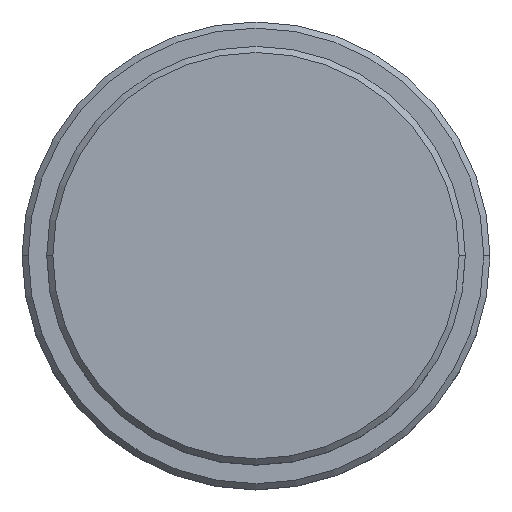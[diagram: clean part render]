
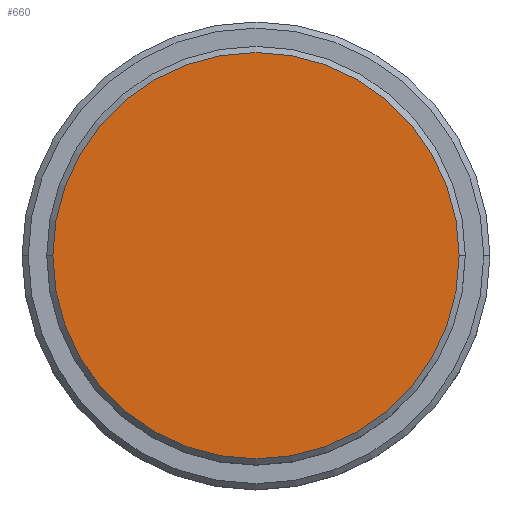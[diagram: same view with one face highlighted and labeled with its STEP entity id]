
A CAD part, top view. The second image highlights one B-rep face of the part: STEP entity #660.
In plain terms, the highlighted planar face has unit normal (0, 0, 1).
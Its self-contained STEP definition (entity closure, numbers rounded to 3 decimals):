
#116 = CARTESIAN_POINT ( 'NONE',  ( 0., 0., 0. ) ) ;
#185 = CIRCLE ( 'NONE', #832, 16.5 ) ;
#298 = AXIS2_PLACEMENT_3D ( 'NONE', #1138, #612, #702 ) ;
#432 = VERTEX_POINT ( 'NONE', #696 ) ;
#443 = AXIS2_PLACEMENT_3D ( 'NONE', #116, #569, #994 ) ;
#503 = CARTESIAN_POINT ( 'NONE',  ( 16.5, 0., 0. ) ) ;
#554 = EDGE_CURVE ( 'NONE', #432, #1129, #1192, .T. ) ;
#569 = DIRECTION ( 'NONE',  ( 0., 0., 1. ) ) ;
#612 = DIRECTION ( 'NONE',  ( 0., 0., 1. ) ) ;
#660 = ADVANCED_FACE ( 'NONE', ( #1243 ), #1131, .T. ) ;
#696 = CARTESIAN_POINT ( 'NONE',  ( -16.5, 0., 0. ) ) ;
#702 = DIRECTION ( 'NONE',  ( 1., 0., 0. ) ) ;
#742 = EDGE_CURVE ( 'NONE', #1129, #432, #185, .T. ) ;
#832 = AXIS2_PLACEMENT_3D ( 'NONE', #1383, #1267, #955 ) ;
#925 = EDGE_LOOP ( 'NONE', ( #1221, #1137 ) ) ;
#955 = DIRECTION ( 'NONE',  ( 1., 0., 0. ) ) ;
#994 = DIRECTION ( 'NONE',  ( 1., 0., 0. ) ) ;
#1129 = VERTEX_POINT ( 'NONE', #503 ) ;
#1131 = PLANE ( 'NONE',  #298 ) ;
#1137 = ORIENTED_EDGE ( 'NONE', *, *, #742, .T. ) ;
#1138 = CARTESIAN_POINT ( 'NONE',  ( 0., 0., 0. ) ) ;
#1192 = CIRCLE ( 'NONE', #443, 16.5 ) ;
#1221 = ORIENTED_EDGE ( 'NONE', *, *, #554, .T. ) ;
#1243 = FACE_OUTER_BOUND ( 'NONE', #925, .T. ) ;
#1267 = DIRECTION ( 'NONE',  ( 0., 0., 1. ) ) ;
#1383 = CARTESIAN_POINT ( 'NONE',  ( 0., 0., 0. ) ) ;
